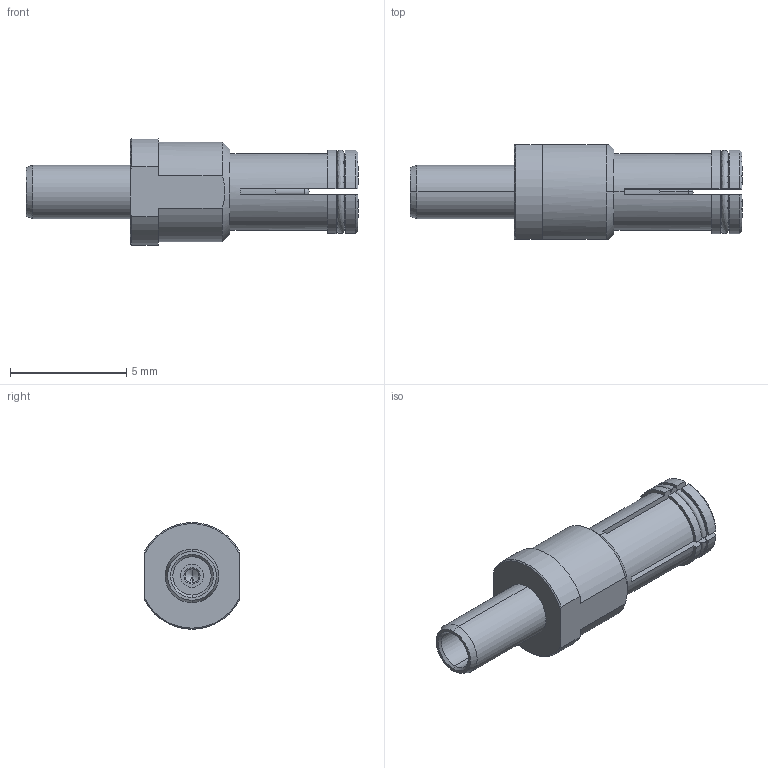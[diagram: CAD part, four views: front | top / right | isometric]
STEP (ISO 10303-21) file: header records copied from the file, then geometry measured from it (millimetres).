
FILE_DESCRIPTION (( 'STEP AP214' ), '1' );
FILE_NAME ('ATS9P-1100.STEP', '2014-04-25T15:49:20', ( 'L-Com' ), ( 'L-Com Global Connectivity' ), 'SwSTEP 2.0', 'SolidWorks 2014', '' );
FILE_SCHEMA (( 'AUTOMOTIVE_DESIGN' ));
Length unit declared in the file: inch
Products named in the file (1): ATS9P-1100
Bounding box: 14.3 x 4.06 x 4.59 mm (x, y, z)
Volume: 102.9 mm3; surface area: 258.7 mm2
Topology: 1 solids, 1 shells, 128 faces, 344 edges, 222 vertices
Faces by surface type: cone 49, plane 46, cylinder 27, bspline 4, sphere 2
Entity records: 5913 total; most frequent: CARTESIAN_POINT 1111, ORIENTED_EDGE 684, DIRECTION 642, EDGE_CURVE 342, AXIS2_PLACEMENT_3D 261, VERTEX_POINT 222, CIRCLE 136, EDGE_LOOP 134
